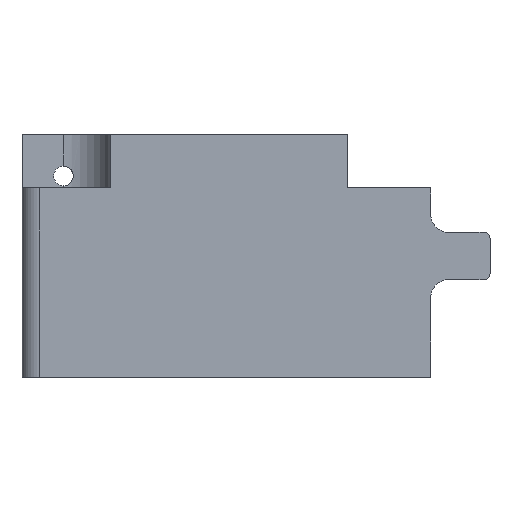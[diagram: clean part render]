
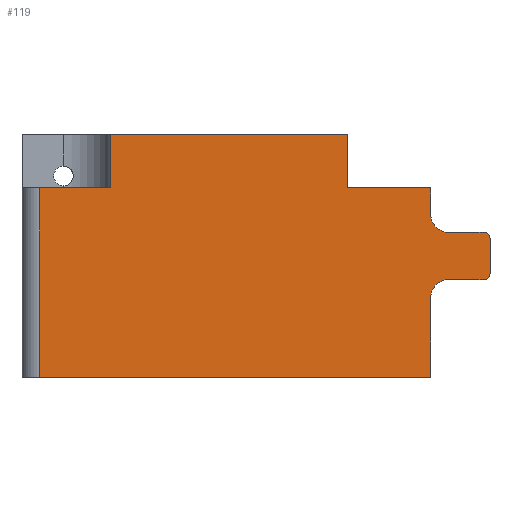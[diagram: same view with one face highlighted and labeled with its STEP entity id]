
A CAD part, left-side view. The second image highlights one B-rep face of the part: STEP entity #119.
In plain terms, the highlighted planar face has unit normal (-1, 0, 0).
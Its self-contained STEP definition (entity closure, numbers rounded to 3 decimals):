
#60=PLANE('',#1080);
#89=FACE_OUTER_BOUND('',#473,.T.);
#119=ADVANCED_FACE('',(#89),#60,.F.);
#196=CIRCLE('',#1076,3.);
#197=CIRCLE('',#1077,1.);
#198=CIRCLE('',#1078,1.);
#199=CIRCLE('',#1079,3.);
#239=LINE('',#1613,#320);
#240=LINE('',#1616,#321);
#241=LINE('',#1618,#322);
#242=LINE('',#1620,#323);
#243=LINE('',#1624,#324);
#244=LINE('',#1628,#325);
#245=LINE('',#1632,#326);
#246=LINE('',#1636,#327);
#247=LINE('',#1638,#328);
#248=LINE('',#1640,#329);
#249=LINE('',#1642,#330);
#250=LINE('',#1644,#331);
#320=VECTOR('',#1193,1.);
#321=VECTOR('',#1194,1.);
#322=VECTOR('',#1195,1.);
#323=VECTOR('',#1196,1.);
#324=VECTOR('',#1199,1.);
#325=VECTOR('',#1202,1.);
#326=VECTOR('',#1205,1.);
#327=VECTOR('',#1208,1.);
#328=VECTOR('',#1209,1.);
#329=VECTOR('',#1210,1.);
#330=VECTOR('',#1211,1.);
#331=VECTOR('',#1212,1.);
#473=EDGE_LOOP('',(#570,#571,#572,#573,#574,#575,#576,#577,#578,#579,#580,
#581,#582,#583,#584,#585));
#570=ORIENTED_EDGE('',*,*,#935,.F.);
#571=ORIENTED_EDGE('',*,*,#936,.T.);
#572=ORIENTED_EDGE('',*,*,#937,.F.);
#573=ORIENTED_EDGE('',*,*,#938,.F.);
#574=ORIENTED_EDGE('',*,*,#939,.T.);
#575=ORIENTED_EDGE('',*,*,#940,.F.);
#576=ORIENTED_EDGE('',*,*,#941,.T.);
#577=ORIENTED_EDGE('',*,*,#942,.T.);
#578=ORIENTED_EDGE('',*,*,#943,.T.);
#579=ORIENTED_EDGE('',*,*,#944,.T.);
#580=ORIENTED_EDGE('',*,*,#945,.T.);
#581=ORIENTED_EDGE('',*,*,#946,.F.);
#582=ORIENTED_EDGE('',*,*,#947,.T.);
#583=ORIENTED_EDGE('',*,*,#948,.T.);
#584=ORIENTED_EDGE('',*,*,#949,.T.);
#585=ORIENTED_EDGE('',*,*,#950,.F.);
#833=VERTEX_POINT('',#1614);
#834=VERTEX_POINT('',#1615);
#835=VERTEX_POINT('',#1617);
#836=VERTEX_POINT('',#1619);
#837=VERTEX_POINT('',#1621);
#838=VERTEX_POINT('',#1623);
#839=VERTEX_POINT('',#1625);
#840=VERTEX_POINT('',#1627);
#841=VERTEX_POINT('',#1629);
#842=VERTEX_POINT('',#1631);
#843=VERTEX_POINT('',#1633);
#844=VERTEX_POINT('',#1635);
#845=VERTEX_POINT('',#1637);
#846=VERTEX_POINT('',#1639);
#847=VERTEX_POINT('',#1641);
#848=VERTEX_POINT('',#1643);
#935=EDGE_CURVE('',#833,#834,#239,.T.);
#936=EDGE_CURVE('',#833,#835,#240,.T.);
#937=EDGE_CURVE('',#836,#835,#241,.T.);
#938=EDGE_CURVE('',#837,#836,#242,.T.);
#939=EDGE_CURVE('',#837,#838,#196,.T.);
#940=EDGE_CURVE('',#839,#838,#243,.T.);
#941=EDGE_CURVE('',#839,#840,#197,.T.);
#942=EDGE_CURVE('',#840,#841,#244,.T.);
#943=EDGE_CURVE('',#841,#842,#198,.T.);
#944=EDGE_CURVE('',#842,#843,#245,.T.);
#945=EDGE_CURVE('',#843,#844,#199,.T.);
#946=EDGE_CURVE('',#845,#844,#246,.T.);
#947=EDGE_CURVE('',#845,#846,#247,.T.);
#948=EDGE_CURVE('',#846,#847,#248,.T.);
#949=EDGE_CURVE('',#847,#848,#249,.T.);
#950=EDGE_CURVE('',#834,#848,#250,.T.);
#1076=AXIS2_PLACEMENT_3D('',#1622,#1197,#1198);
#1077=AXIS2_PLACEMENT_3D('',#1626,#1200,#1201);
#1078=AXIS2_PLACEMENT_3D('',#1630,#1203,#1204);
#1079=AXIS2_PLACEMENT_3D('',#1634,#1206,#1207);
#1080=AXIS2_PLACEMENT_3D('',#1645,#1213,#1214);
#1193=DIRECTION('',(0.,-1.,0.));
#1194=DIRECTION('',(0.,0.,-1.));
#1195=DIRECTION('',(0.,1.,0.));
#1196=DIRECTION('',(0.,0.,-1.));
#1197=DIRECTION('',(1.,0.,0.));
#1198=DIRECTION('',(0.,0.,-1.));
#1199=DIRECTION('',(0.,1.,0.));
#1200=DIRECTION('',(-1.,0.,0.));
#1201=DIRECTION('',(0.,0.,-1.));
#1202=DIRECTION('',(0.,0.,1.));
#1203=DIRECTION('',(-1.,0.,0.));
#1204=DIRECTION('',(0.,0.,-1.));
#1205=DIRECTION('',(0.,1.,0.));
#1206=DIRECTION('',(1.,0.,0.));
#1207=DIRECTION('',(0.,0.,-1.));
#1208=DIRECTION('',(0.,0.,-1.));
#1209=DIRECTION('',(0.,1.,0.));
#1210=DIRECTION('',(0.,0.,1.));
#1211=DIRECTION('',(0.,1.,0.));
#1212=DIRECTION('',(0.,0.,1.));
#1213=DIRECTION('',(1.,0.,0.));
#1214=DIRECTION('',(0.,0.,-1.));
#1613=CARTESIAN_POINT('',(-7.,5.5,5.));
#1614=CARTESIAN_POINT('',(-7.,84.,5.));
#1615=CARTESIAN_POINT('',(-7.,72.,5.));
#1616=CARTESIAN_POINT('',(-7.,84.,14.));
#1617=CARTESIAN_POINT('',(-7.,84.,-27.));
#1618=CARTESIAN_POINT('',(-7.,60.,-27.));
#1619=CARTESIAN_POINT('',(-7.,18.,-27.));
#1620=CARTESIAN_POINT('',(-7.,18.,14.));
#1621=CARTESIAN_POINT('',(-7.,18.,-13.5));
#1622=CARTESIAN_POINT('',(-7.,15.,-13.5));
#1623=CARTESIAN_POINT('',(-7.,15.,-10.5));
#1624=CARTESIAN_POINT('',(-7.,5.5,-10.5));
#1625=CARTESIAN_POINT('',(-7.,9.,-10.5));
#1626=CARTESIAN_POINT('',(-7.,9.,-9.5));
#1627=CARTESIAN_POINT('',(-7.,8.,-9.5));
#1628=CARTESIAN_POINT('',(-7.,8.,14.));
#1629=CARTESIAN_POINT('',(-7.,8.,-3.5));
#1630=CARTESIAN_POINT('',(-7.,9.,-3.5));
#1631=CARTESIAN_POINT('',(-7.,9.,-2.5));
#1632=CARTESIAN_POINT('',(-7.,13.,-2.5));
#1633=CARTESIAN_POINT('',(-7.,15.,-2.5));
#1634=CARTESIAN_POINT('',(-7.,15.,0.5));
#1635=CARTESIAN_POINT('',(-7.,18.,0.5));
#1636=CARTESIAN_POINT('',(-7.,18.,14.));
#1637=CARTESIAN_POINT('',(-7.,18.,5.));
#1638=CARTESIAN_POINT('',(-7.,5.5,5.));
#1639=CARTESIAN_POINT('',(-7.,32.,5.));
#1640=CARTESIAN_POINT('',(-7.,32.,5.));
#1641=CARTESIAN_POINT('',(-7.,32.,14.));
#1642=CARTESIAN_POINT('',(-7.,5.5,14.));
#1643=CARTESIAN_POINT('',(-7.,72.,14.));
#1644=CARTESIAN_POINT('',(-7.,72.,5.));
#1645=CARTESIAN_POINT('',(-7.,5.5,14.));
